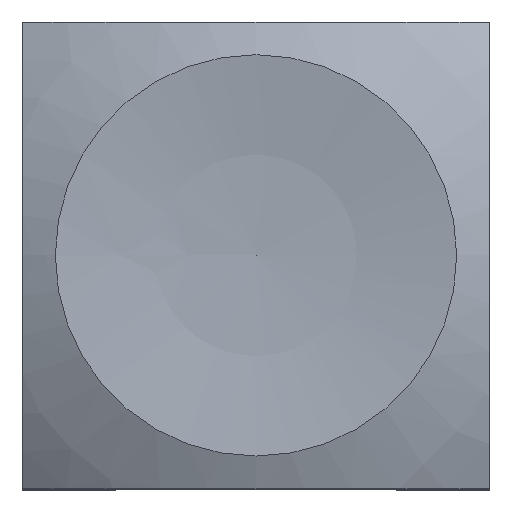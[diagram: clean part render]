
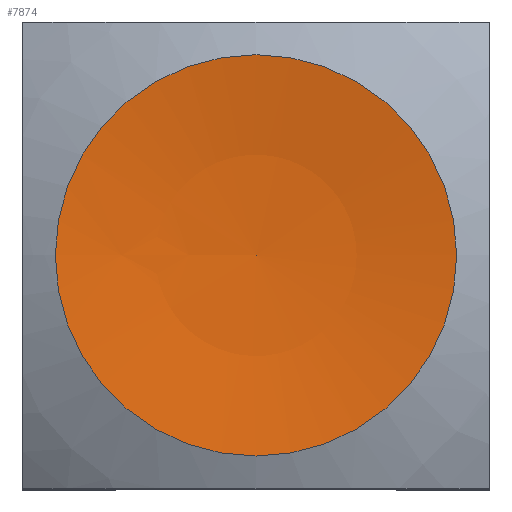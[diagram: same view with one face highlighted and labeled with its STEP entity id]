
A CAD part, top view. The second image highlights one B-rep face of the part: STEP entity #7874.
In plain terms, the highlighted spherical face has radius 40.78 mm.
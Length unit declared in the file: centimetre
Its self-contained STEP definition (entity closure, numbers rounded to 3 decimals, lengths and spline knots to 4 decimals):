
#59=SPHERICAL_SURFACE('',#8396,4.078);
#161=CIRCLE('',#8397,4.078);
#162=CIRCLE('',#8398,0.6448);
#602=FACE_OUTER_BOUND('',#1037,.T.);
#1037=EDGE_LOOP('',(#7070,#7071,#7072));
#3771=VERTEX_POINT('',#12665);
#3772=VERTEX_POINT('',#12666);
#4878=EDGE_CURVE('',#3771,#3772,#161,.T.);
#4879=EDGE_CURVE('',#3772,#3772,#162,.T.);
#7070=ORIENTED_EDGE('',*,*,#4878,.T.);
#7071=ORIENTED_EDGE('',*,*,#4879,.F.);
#7072=ORIENTED_EDGE('',*,*,#4878,.F.);
#7874=ADVANCED_FACE('',(#602),#59,.F.);
#8396=AXIS2_PLACEMENT_3D('',#12664,#10410,#10411);
#8397=AXIS2_PLACEMENT_3D('',#12667,#10412,#10413);
#8398=AXIS2_PLACEMENT_3D('',#12668,#10414,#10415);
#10410=DIRECTION('center_axis',(0.,0.,
1.));
#10411=DIRECTION('ref_axis',(1.,0.,0.));
#10412=DIRECTION('center_axis',(0.,1.,0.));
#10413=DIRECTION('ref_axis',(-1.,0.,0.));
#10414=DIRECTION('center_axis',(0.,0.,
-1.));
#10415=DIRECTION('ref_axis',(0.,-1.,0.));
#12664=CARTESIAN_POINT('Origin',(0.,0.,
6.277));
#12665=CARTESIAN_POINT('',(0.,0.,2.199));
#12666=CARTESIAN_POINT('',(-0.6448,0.,2.2503));
#12667=CARTESIAN_POINT('Origin',(0.,0.,
6.277));
#12668=CARTESIAN_POINT('Origin',(0.,0.,
2.2503));
